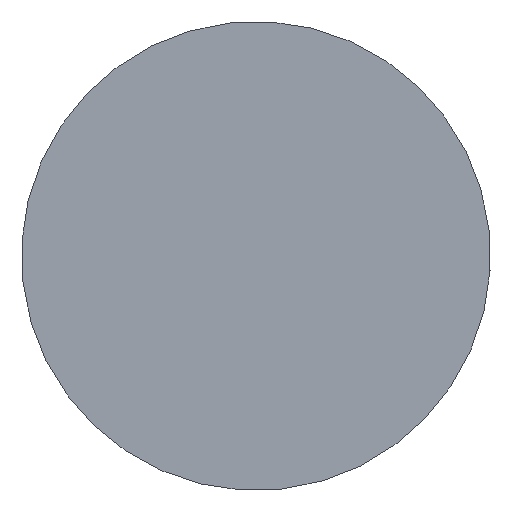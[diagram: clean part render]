
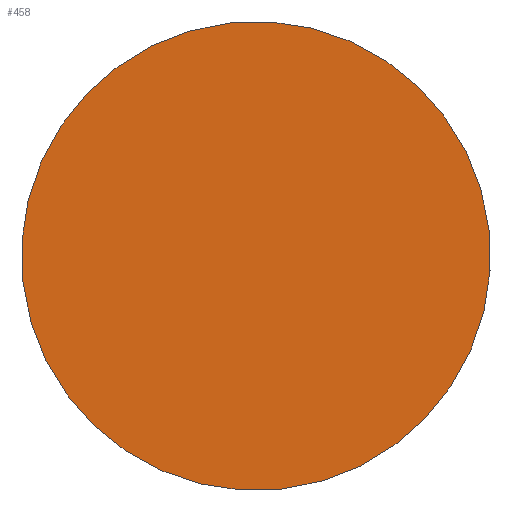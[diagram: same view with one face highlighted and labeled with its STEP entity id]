
A CAD part, front view. The second image highlights one B-rep face of the part: STEP entity #458.
In plain terms, the highlighted planar face has unit normal (0, -1, 0).
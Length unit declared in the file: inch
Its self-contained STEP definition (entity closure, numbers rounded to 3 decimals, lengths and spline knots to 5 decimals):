
#33=PLANE('',#515);
#129=FACE_OUTER_BOUND('',#171,.T.);
#171=EDGE_LOOP('',(#375));
#198=CIRCLE('',#514,1.5);
#236=VERTEX_POINT('',#764);
#286=EDGE_CURVE('',#236,#236,#198,.T.);
#375=ORIENTED_EDGE('',*,*,#286,.T.);
#458=ADVANCED_FACE('',(#129),#33,.T.);
#514=AXIS2_PLACEMENT_3D('',#765,#635,#636);
#515=AXIS2_PLACEMENT_3D('',#766,#637,#638);
#635=DIRECTION('center_axis',(0.,-1.,0.));
#636=DIRECTION('ref_axis',(-0.916,0.,0.401));
#637=DIRECTION('center_axis',(0.,-1.,0.));
#638=DIRECTION('ref_axis',(-0.916,0.,0.401));
#764=CARTESIAN_POINT('',(-1.37408,0.,0.60159));
#765=CARTESIAN_POINT('Origin',(0.,0.,
0.));
#766=CARTESIAN_POINT('Origin',(-1.28247,0.,0.56149));
